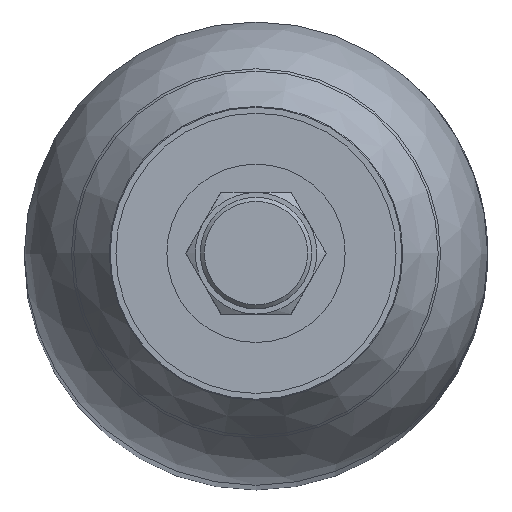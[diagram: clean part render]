
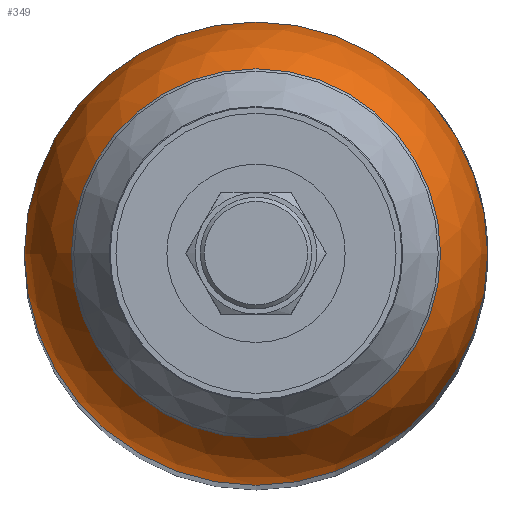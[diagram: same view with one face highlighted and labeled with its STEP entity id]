
A CAD part, top view. The second image highlights one B-rep face of the part: STEP entity #349.
In plain terms, the highlighted spherical face has radius 57.15 mm.
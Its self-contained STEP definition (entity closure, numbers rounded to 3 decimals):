
#349 = ADVANCED_FACE( '', ( #854, #855 ), #856, .T. );
#854 = FACE_OUTER_BOUND( '', #1570, .T. );
#855 = FACE_OUTER_BOUND( '', #1571, .T. );
#856 = SPHERICAL_SURFACE( '', #1572, 57.15 );
#1570 = EDGE_LOOP( '', ( #2749 ) );
#1571 = EDGE_LOOP( '', ( #2750 ) );
#1572 = AXIS2_PLACEMENT_3D( '', #2751, #2752, #2753 );
#2749 = ORIENTED_EDGE( '', *, *, #4816, .T. );
#2750 = ORIENTED_EDGE( '', *, *, #4817, .F. );
#2751 = CARTESIAN_POINT( '', ( 0., 0., 326.379 ) );
#2752 = DIRECTION( '', ( 0., 0., -1. ) );
#2753 = DIRECTION( '', ( -1., 0., 0. ) );
#4816 = EDGE_CURVE( '', #5653, #5653, #5654, .T. );
#4817 = EDGE_CURVE( '', #5655, #5655, #5656, .T. );
#5653 = VERTEX_POINT( '', #7272 );
#5654 = CIRCLE( '', #7273, 22. );
#5655 = VERTEX_POINT( '', #7274 );
#5656 = CIRCLE( '', #7275, 57.15 );
#7272 = CARTESIAN_POINT( '', ( -22., 0., 379.125 ) );
#7273 = AXIS2_PLACEMENT_3D( '', #9561, #9562, #9563 );
#7274 = CARTESIAN_POINT( '', ( -57.15, 0., 326.379 ) );
#7275 = AXIS2_PLACEMENT_3D( '', #9564, #9565, #9566 );
#9561 = CARTESIAN_POINT( '', ( 0., 0., 379.125 ) );
#9562 = DIRECTION( '', ( 0., 0., -1. ) );
#9563 = DIRECTION( '', ( -1., 0., 0. ) );
#9564 = CARTESIAN_POINT( '', ( 0., 0., 326.379 ) );
#9565 = DIRECTION( '', ( 0., 0., -1. ) );
#9566 = DIRECTION( '', ( -1., 0., 0. ) );
